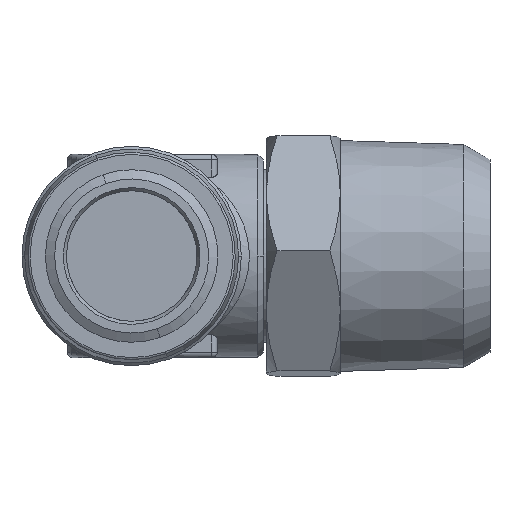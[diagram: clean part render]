
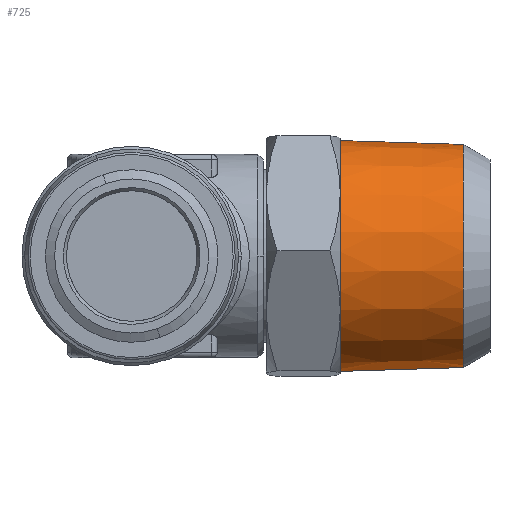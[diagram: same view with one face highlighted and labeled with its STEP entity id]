
A CAD part, left-side view. The second image highlights one B-rep face of the part: STEP entity #725.
In plain terms, the highlighted conical face has half-angle 1.79 degrees and reference radius 10.435 mm.
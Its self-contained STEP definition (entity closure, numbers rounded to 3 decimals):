
#725 = ADVANCED_FACE ( 'NONE', ( #4657 ), #4665, .T. ) ;
#1123 = ORIENTED_EDGE ( 'NONE', *, *, #3587, .F. ) ;
#1124 = ORIENTED_EDGE ( 'NONE', *, *, #3578, .F. ) ;
#1125 = ORIENTED_EDGE ( 'NONE', *, *, #3585, .T. ) ;
#1126 = ORIENTED_EDGE ( 'NONE', *, *, #3577, .T. ) ;
#1259 = EDGE_LOOP ( 'NONE', ( #1123, #1124, #1125, #1126 ) ) ;
#1343 = VERTEX_POINT ( 'NONE', #5426 ) ;
#1344 = VERTEX_POINT ( 'NONE', #5427 ) ;
#1345 = VERTEX_POINT ( 'NONE', #5428 ) ;
#1347 = VERTEX_POINT ( 'NONE', #5430 ) ;
#3577 = EDGE_CURVE ( 'NONE', #1347, #1343, #6570, .T. ) ;
#3578 = EDGE_CURVE ( 'NONE', #1345, #1344, #6575, .T. ) ;
#3585 = EDGE_CURVE ( 'NONE', #1345, #1347, #6583, .T. ) ;
#3587 = EDGE_CURVE ( 'NONE', #1344, #1343, #6581, .T. ) ;
#4657 = FACE_OUTER_BOUND ( 'NONE', #1259, .T. ) ;
#4665 = CONICAL_SURFACE ( 'NONE', #5514, 10.435, 0.031 ) ;
#5305 = DIRECTION ( 'NONE',  ( 0., 1., 0. ) ) ;
#5316 = CARTESIAN_POINT ( 'NONE',  ( 0., -5.215, 0. ) ) ;
#5324 = DIRECTION ( 'NONE',  ( 0.039, 0., 0.999 ) ) ;
#5426 = CARTESIAN_POINT ( 'NONE',  ( -0.421, 6.3, -10.787 ) ) ;
#5427 = CARTESIAN_POINT ( 'NONE',  ( -0.407, -5.215, -10.427 ) ) ;
#5428 = CARTESIAN_POINT ( 'NONE',  ( 0.407, -5.215, 10.427 ) ) ;
#5430 = CARTESIAN_POINT ( 'NONE',  ( 0.421, 6.3, 10.787 ) ) ;
#5514 = AXIS2_PLACEMENT_3D ( 'NONE', #5316, #5305, #5324 ) ;
#6257 = CARTESIAN_POINT ( 'NONE',  ( 0., 6.3, 0. ) ) ;
#6258 = DIRECTION ( 'NONE',  ( 0., -1., 0. ) ) ;
#6259 = DIRECTION ( 'NONE',  ( -0.039, 0., -0.999 ) ) ;
#6260 = CARTESIAN_POINT ( 'NONE',  ( 0., -5.215, 0. ) ) ;
#6261 = DIRECTION ( 'NONE',  ( 0., -1., 0. ) ) ;
#6262 = DIRECTION ( 'NONE',  ( -0.039, 0., -0.999 ) ) ;
#6271 = DIRECTION ( 'NONE',  ( 0.001, 1., 0.031 ) ) ;
#6275 = CARTESIAN_POINT ( 'NONE',  ( 0.407, -5.215, 10.427 ) ) ;
#6276 = DIRECTION ( 'NONE',  ( -0.001, 1., -0.031 ) ) ;
#6280 = CARTESIAN_POINT ( 'NONE',  ( -0.407, -5.215, -10.427 ) ) ;
#6570 = CIRCLE ( 'NONE', #7903, 10.795 ) ;
#6575 = CIRCLE ( 'NONE', #7904, 10.435 ) ;
#6581 = LINE ( 'NONE', #6280, #6588 ) ;
#6583 = LINE ( 'NONE', #6275, #6585 ) ;
#6585 = VECTOR ( 'NONE', #6271, 1000. ) ;
#6588 = VECTOR ( 'NONE', #6276, 1000. ) ;
#7903 = AXIS2_PLACEMENT_3D ( 'NONE', #6257, #6258, #6259 ) ;
#7904 = AXIS2_PLACEMENT_3D ( 'NONE', #6260, #6261, #6262 ) ;
